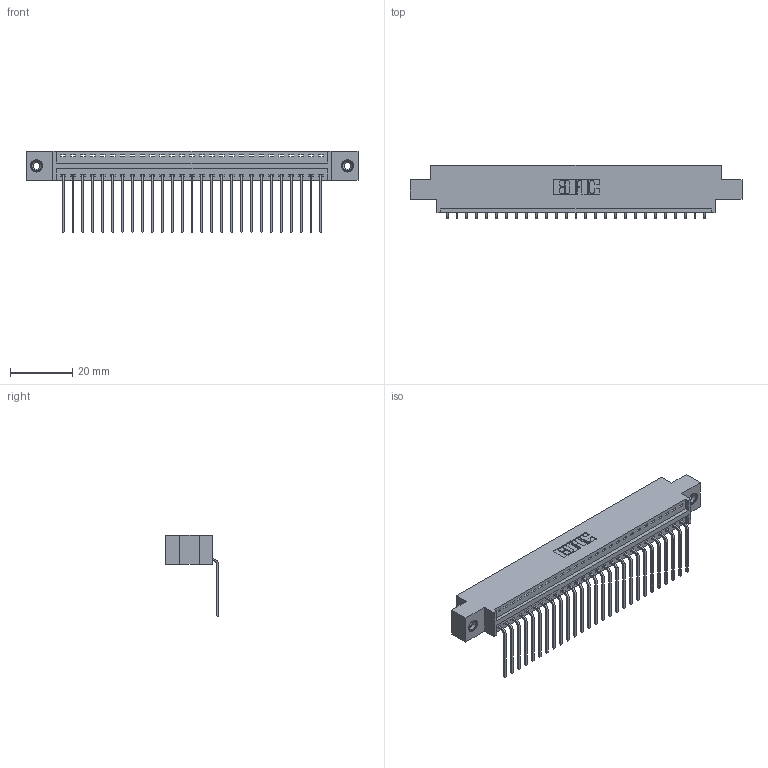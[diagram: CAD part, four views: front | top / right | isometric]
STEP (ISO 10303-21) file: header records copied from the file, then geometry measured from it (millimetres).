
FILE_DESCRIPTION (( 'STEP AP203' ), '1' );
FILE_NAME ('346-027-559-608.STEP', '2018-08-22T00:34:35', ( '' ), ( '' ), 'SwSTEP 2.0', 'SolidWorks 2016', '' );
FILE_SCHEMA (( 'CONFIG_CONTROL_DESIGN' ));
Length unit declared in the file: inch
Products named in the file (4): 346-027-559-608; 346 Part_0.170 Offset - 0.156 Dia-TI; 345-292-001_558 559 Tail - 1; 345-250-001_345-250-003-102
Assembly tree (30 placements, depth 2):
  346-027-559-608
    346 Part_0.170 Offset - 0.156 Dia-TI
    345-292-001_558 559 Tail - 1  x27
    345-250-001_345-250-003-102  x2
Bounding box: 106.3 x 17.08 x 26.16 mm (x, y, z)
Volume: 10000.6 mm3; surface area: 13056.5 mm2
Topology: 30 solids, 30 shells, 1806 faces, 5391 edges, 3550 vertices
Faces by surface type: plane 1246, cylinder 544, cone 12, torus 4
Entity records: 20178 total; most frequent: CARTESIAN_POINT 3448, ORIENTED_EDGE 3402, DIRECTION 3085, EDGE_CURVE 1701, LINE 1441, VECTOR 1441, VERTEX_POINT 1128, AXIS2_PLACEMENT_3D 822
